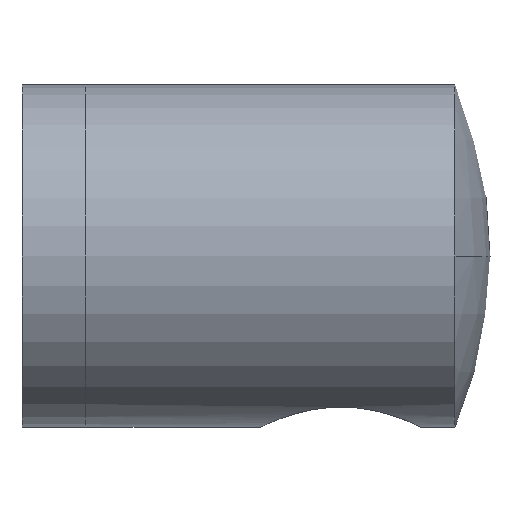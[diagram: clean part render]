
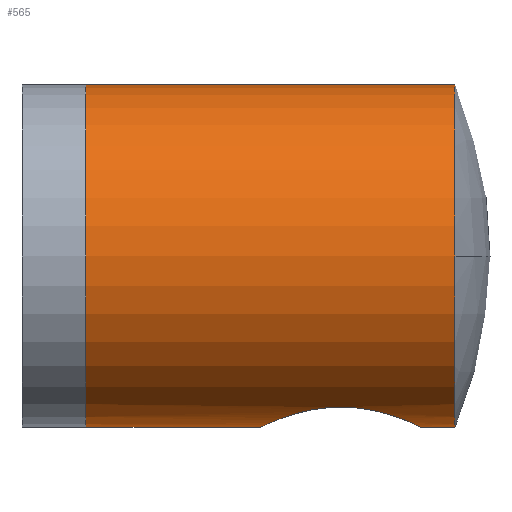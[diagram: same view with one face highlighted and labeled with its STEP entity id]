
A CAD part, front view. The second image highlights one B-rep face of the part: STEP entity #565.
In plain terms, the highlighted cylindrical face has radius 11 mm (diameter 22 mm), a partial arc.
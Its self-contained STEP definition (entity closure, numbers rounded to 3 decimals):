
#9 = ORIENTED_EDGE ( 'NONE', *, *, #945, .T. ) ;
#58 = CIRCLE ( 'NONE', #1820, 11. ) ;
#71 = B_SPLINE_CURVE_WITH_KNOTS ( 'NONE', 3,
 ( #410, #1058, #606, #576, #2189, #2132, #1270, #1506, #1296, #1014, #1475, #562, #200, #1914, #2175, #2385, #2356, #1463, #2589, #370, #2344, #173, #2600, #1705, #2855, #397, #1254, #186, #384, #2146, #1957, #2841, #843, #856, #1752, #2795, #1737, #357 ),
 .UNSPECIFIED., .F., .F.,
 ( 4, 2, 2, 2, 2, 2, 2, 2, 2, 2, 2, 2, 2, 2, 2, 2, 2, 2, 4 ),
 ( 0., 0.001, 0.002, 0.003, 0.004, 0.005, 0.006, 0.007, 0.007, 0.008, 0.009, 0.009, 0.01, 0.011, 0.012, 0.013, 0.014, 0.015, 0.016 ),
 .UNSPECIFIED. ) ;
#103 = CARTESIAN_POINT ( 'NONE',  ( 0., 0., -11. ) ) ;
#127 = CARTESIAN_POINT ( 'NONE',  ( 0., 0., 0. ) ) ;
#146 = ORIENTED_EDGE ( 'NONE', *, *, #841, .T. ) ;
#173 = CARTESIAN_POINT ( 'NONE',  ( 19.082, -5.108, -9.742 ) ) ;
#183 = ORIENTED_EDGE ( 'NONE', *, *, #1593, .F. ) ;
#186 = CARTESIAN_POINT ( 'NONE',  ( 21.547, -4.09, -10.213 ) ) ;
#198 = ORIENTED_EDGE ( 'NONE', *, *, #2608, .T. ) ;
#200 = CARTESIAN_POINT ( 'NONE',  ( 16.103, -4.622, -9.983 ) ) ;
#278 = VERTEX_POINT ( 'NONE', #1708 ) ;
#327 = CIRCLE ( 'NONE', #1860, 11. ) ;
#357 = CARTESIAN_POINT ( 'NONE',  ( 23.55, 0., -11. ) ) ;
#370 = CARTESIAN_POINT ( 'NONE',  ( 18.567, -5.15, -9.72 ) ) ;
#383 = FACE_OUTER_BOUND ( 'NONE', #649, .T. ) ;
#384 = CARTESIAN_POINT ( 'NONE',  ( 21.808, -3.875, -10.298 ) ) ;
#391 = VERTEX_POINT ( 'NONE', #1170 ) ;
#397 = CARTESIAN_POINT ( 'NONE',  ( 20.7, -4.62, -9.984 ) ) ;
#410 = CARTESIAN_POINT ( 'NONE',  ( 13.25, 0., -11. ) ) ;
#462 = CARTESIAN_POINT ( 'NONE',  ( 25.749, 0., 0. ) ) ;
#533 = DIRECTION ( 'NONE',  ( -1., 0., 0. ) ) ;
#562 = CARTESIAN_POINT ( 'NONE',  ( 15.81, -4.464, -10.056 ) ) ;
#565 = ADVANCED_FACE ( 'NONE', ( #383 ), #2119, .T. ) ;
#574 = CARTESIAN_POINT ( 'NONE',  ( 25.749, 0., -11. ) ) ;
#576 = CARTESIAN_POINT ( 'NONE',  ( 13.419, -1.35, -10.922 ) ) ;
#606 = CARTESIAN_POINT ( 'NONE',  ( 13.284, -0.685, -10.984 ) ) ;
#649 = EDGE_LOOP ( 'NONE', ( #183, #9, #2129, #198, #1147, #665, #146 ) ) ;
#653 = AXIS2_PLACEMENT_3D ( 'NONE', #1874, #533, #2591 ) ;
#665 = ORIENTED_EDGE ( 'NONE', *, *, #2461, .F. ) ;
#808 = DIRECTION ( 'NONE',  ( -1., 0., 0. ) ) ;
#841 = EDGE_CURVE ( 'NONE', #2597, #391, #71, .T. ) ;
#843 = CARTESIAN_POINT ( 'NONE',  ( 23.022, -2.297, -10.762 ) ) ;
#856 = CARTESIAN_POINT ( 'NONE',  ( 23.28, -1.678, -10.876 ) ) ;
#862 = CARTESIAN_POINT ( 'NONE',  ( 2., 0., 11. ) ) ;
#885 = VERTEX_POINT ( 'NONE', #1489 ) ;
#945 = EDGE_CURVE ( 'NONE', #2712, #885, #58, .T. ) ;
#950 = DIRECTION ( 'NONE',  ( -1., 0., 0. ) ) ;
#1014 = CARTESIAN_POINT ( 'NONE',  ( 14.996, -3.879, -10.296 ) ) ;
#1058 = CARTESIAN_POINT ( 'NONE',  ( 13.25, -0.346, -11. ) ) ;
#1089 = DIRECTION ( 'NONE',  ( 0., 0., 1. ) ) ;
#1147 = ORIENTED_EDGE ( 'NONE', *, *, #1179, .F. ) ;
#1164 = DIRECTION ( 'NONE',  ( 0., 0., 1. ) ) ;
#1170 = CARTESIAN_POINT ( 'NONE',  ( 23.55, 0., -11. ) ) ;
#1179 = EDGE_CURVE ( 'NONE', #2857, #1853, #327, .T. ) ;
#1214 = VECTOR ( 'NONE', #1578, 1000. ) ;
#1254 = CARTESIAN_POINT ( 'NONE',  ( 20.994, -4.461, -10.057 ) ) ;
#1270 = CARTESIAN_POINT ( 'NONE',  ( 13.94, -2.596, -10.693 ) ) ;
#1296 = CARTESIAN_POINT ( 'NONE',  ( 14.528, -3.411, -10.461 ) ) ;
#1463 = CARTESIAN_POINT ( 'NONE',  ( 17.716, -5.116, -9.738 ) ) ;
#1473 = CARTESIAN_POINT ( 'NONE',  ( 0., 0., 11. ) ) ;
#1475 = CARTESIAN_POINT ( 'NONE',  ( 15.254, -4.091, -10.213 ) ) ;
#1489 = CARTESIAN_POINT ( 'NONE',  ( 25.749, -11., 0. ) ) ;
#1504 = LINE ( 'NONE', #1473, #2424 ) ;
#1506 = CARTESIAN_POINT ( 'NONE',  ( 14.314, -3.153, -10.543 ) ) ;
#1578 = DIRECTION ( 'NONE',  ( -1., 0., 0. ) ) ;
#1593 = EDGE_CURVE ( 'NONE', #2712, #391, #2756, .T. ) ;
#1705 = CARTESIAN_POINT ( 'NONE',  ( 19.75, -4.982, -9.808 ) ) ;
#1708 = CARTESIAN_POINT ( 'NONE',  ( 25.749, 0., 11. ) ) ;
#1737 = CARTESIAN_POINT ( 'NONE',  ( 23.55, -0.341, -11. ) ) ;
#1752 = CARTESIAN_POINT ( 'NONE',  ( 23.381, -1.353, -10.922 ) ) ;
#1814 = LINE ( 'NONE', #2063, #1214 ) ;
#1820 = AXIS2_PLACEMENT_3D ( 'NONE', #462, #1997, #1089 ) ;
#1853 = VERTEX_POINT ( 'NONE', #862 ) ;
#1860 = AXIS2_PLACEMENT_3D ( 'NONE', #1881, #2304, #1164 ) ;
#1874 = CARTESIAN_POINT ( 'NONE',  ( 25.749, 0., 0. ) ) ;
#1881 = CARTESIAN_POINT ( 'NONE',  ( 2., 0., 0. ) ) ;
#1914 = CARTESIAN_POINT ( 'NONE',  ( 16.566, -4.815, -9.89 ) ) ;
#1956 = DIRECTION ( 'NONE',  ( -1., 0., 0. ) ) ;
#1957 = CARTESIAN_POINT ( 'NONE',  ( 22.487, -3.151, -10.543 ) ) ;
#1997 = DIRECTION ( 'NONE',  ( -1., 0., 0. ) ) ;
#2063 = CARTESIAN_POINT ( 'NONE',  ( 0., 0., -11. ) ) ;
#2092 = VECTOR ( 'NONE', #950, 1000. ) ;
#2119 = CYLINDRICAL_SURFACE ( 'NONE', #2234, 11. ) ;
#2129 = ORIENTED_EDGE ( 'NONE', *, *, #2179, .T. ) ;
#2132 = CARTESIAN_POINT ( 'NONE',  ( 13.781, -2.302, -10.761 ) ) ;
#2146 = CARTESIAN_POINT ( 'NONE',  ( 22.276, -3.407, -10.462 ) ) ;
#2160 = CARTESIAN_POINT ( 'NONE',  ( 13.25, 0., -11. ) ) ;
#2175 = CARTESIAN_POINT ( 'NONE',  ( 16.724, -4.873, -9.862 ) ) ;
#2179 = EDGE_CURVE ( 'NONE', #885, #278, #2472, .T. ) ;
#2189 = CARTESIAN_POINT ( 'NONE',  ( 13.52, -1.68, -10.876 ) ) ;
#2234 = AXIS2_PLACEMENT_3D ( 'NONE', #127, #1956, #2837 ) ;
#2304 = DIRECTION ( 'NONE',  ( -1., 0., 0. ) ) ;
#2344 = CARTESIAN_POINT ( 'NONE',  ( 18.74, -5.142, -9.724 ) ) ;
#2356 = CARTESIAN_POINT ( 'NONE',  ( 17.216, -5.015, -9.79 ) ) ;
#2385 = CARTESIAN_POINT ( 'NONE',  ( 17.049, -4.973, -9.812 ) ) ;
#2415 = CARTESIAN_POINT ( 'NONE',  ( 2., 0., -11. ) ) ;
#2424 = VECTOR ( 'NONE', #808, 1000. ) ;
#2461 = EDGE_CURVE ( 'NONE', #2597, #2857, #1814, .T. ) ;
#2472 = CIRCLE ( 'NONE', #653, 11. ) ;
#2589 = CARTESIAN_POINT ( 'NONE',  ( 18.054, -5.15, -9.72 ) ) ;
#2591 = DIRECTION ( 'NONE',  ( 0., 0., 1. ) ) ;
#2597 = VERTEX_POINT ( 'NONE', #2160 ) ;
#2600 = CARTESIAN_POINT ( 'NONE',  ( 19.25, -5.082, -9.756 ) ) ;
#2608 = EDGE_CURVE ( 'NONE', #278, #1853, #1504, .T. ) ;
#2712 = VERTEX_POINT ( 'NONE', #574 ) ;
#2756 = LINE ( 'NONE', #103, #2092 ) ;
#2795 = CARTESIAN_POINT ( 'NONE',  ( 23.517, -0.68, -10.984 ) ) ;
#2837 = DIRECTION ( 'NONE',  ( 0., 0., 1. ) ) ;
#2841 = CARTESIAN_POINT ( 'NONE',  ( 22.862, -2.594, -10.694 ) ) ;
#2855 = CARTESIAN_POINT ( 'NONE',  ( 20.076, -4.882, -9.859 ) ) ;
#2857 = VERTEX_POINT ( 'NONE', #2415 ) ;
